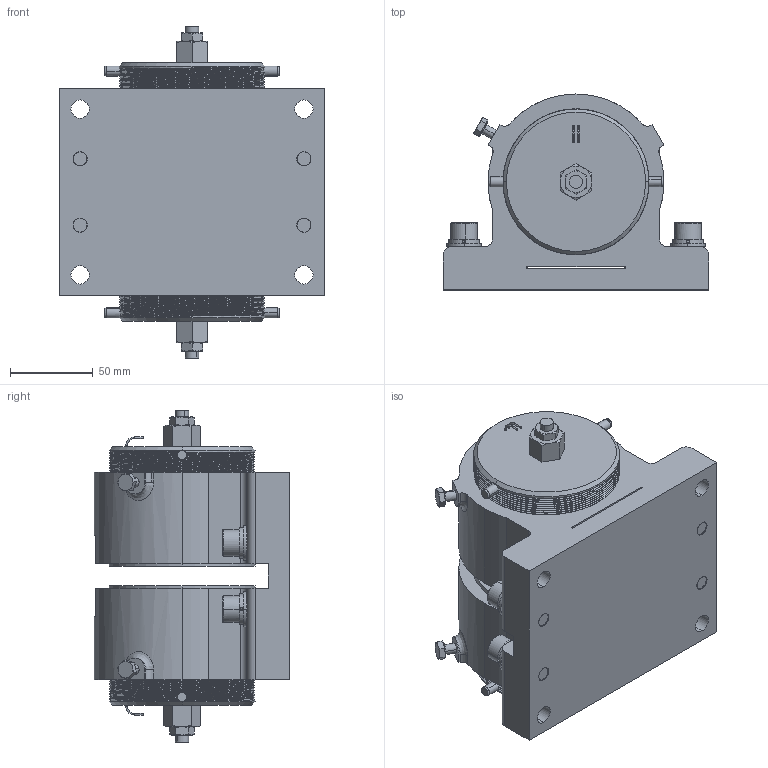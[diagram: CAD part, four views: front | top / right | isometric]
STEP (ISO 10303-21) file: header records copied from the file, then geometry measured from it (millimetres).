
FILE_DESCRIPTION (( 'STEP AP203' ), '1' );
FILE_NAME ('NGDB-50(Web—p).STEP', '2025-12-15T07:29:00', ( '' ), ( '' ), 'SwSTEP 2.0', 'SolidWorks 2024', '' );
FILE_SCHEMA (( 'CONFIG_CONTROL_DESIGN' ));
Products named in the file (1): NGDB-50(Web用)
Bounding box: 160 x 118 x 200.2 mm (x, y, z)
Volume: 1603352.5 mm3; surface area: 184406.2 mm2
Topology: 1 solids, 1 shells, 638 faces, 1612 edges, 1006 vertices
Faces by surface type: cylinder 250, plane 222, cone 84, bspline 54, torus 28
Entity records: 70865 total; most frequent: CARTESIAN_POINT 56259, ORIENTED_EDGE 3208, DIRECTION 2902, EDGE_CURVE 1604, AXIS2_PLACEMENT_3D 1149, VERTEX_POINT 1006, EDGE_LOOP 700, ADVANCED_FACE 638
